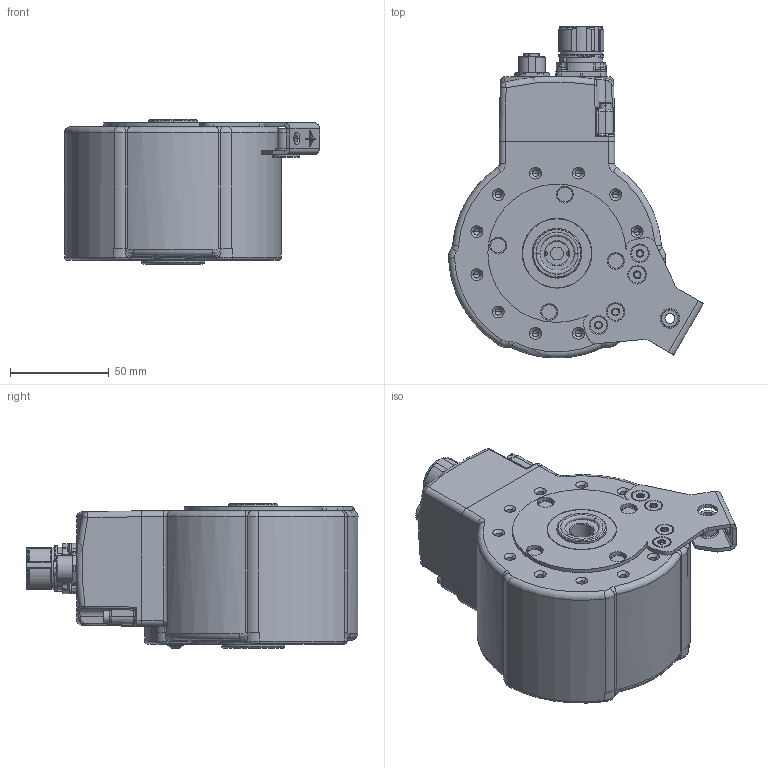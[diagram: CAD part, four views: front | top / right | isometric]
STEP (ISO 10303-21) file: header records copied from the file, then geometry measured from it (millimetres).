
FILE_DESCRIPTION((''),'2;1');
FILE_NAME('809701-K01_SW0001','2011-11-14T',('SE2994'),(''),'PRO/ENGINEER BY PARAMETRIC TECHNOLOGY CORPORATION, 2010180','PRO/ENGINEER BY PARAMETRIC TECHNOLOGY CORPORATION, 2010180','');
FILE_SCHEMA(('CONFIG_CONTROL_DESIGN','SHAPE_APPEARANCE_LAYERS_GROUPS'));
Length unit declared in the file: millimetre
Products named in the file (1): 809701-K01_SW0001
Bounding box: 129.13 x 168.1 x 73.8 mm (x, y, z)
Volume: 308374.2 mm3; surface area: 130232.4 mm2
Topology: 3 solids, 6 shells, 1890 faces, 4524 edges, 2765 vertices
Faces by surface type: cylinder 836, plane 462, torus 202, cone 178, bspline 155, sphere 44, revolution 11, extrusion 2
Entity records: 96935 total; most frequent: CARTESIAN_POINT 39639, DIRECTION 9317, ORIENTED_EDGE 8942, EDGE_CURVE 4471, AXIS2_PLACEMENT_3D 3938, VERTEX_POINT 2761, CIRCLE 2216, FILL_AREA_STYLE_COLOUR 2131
